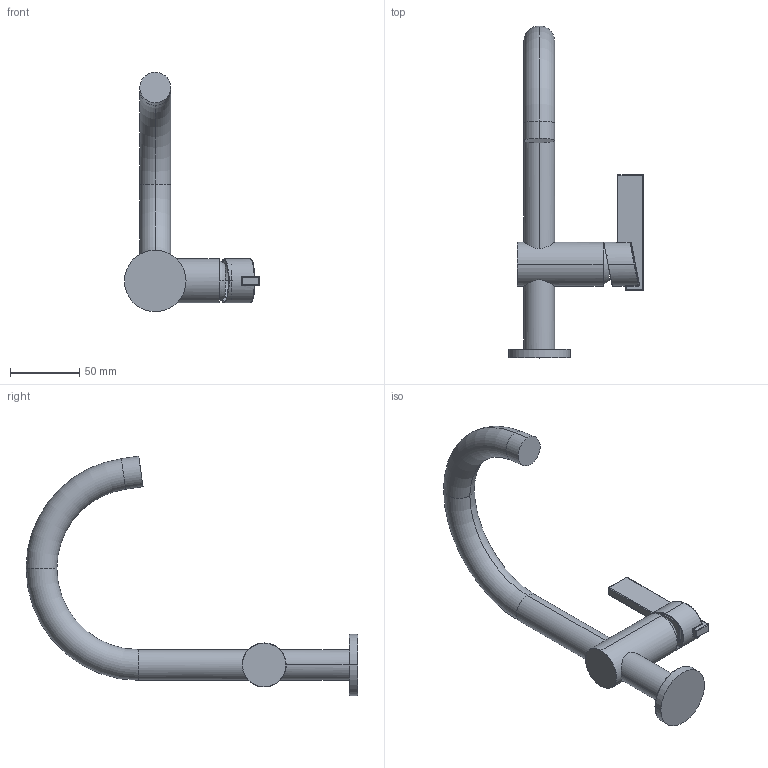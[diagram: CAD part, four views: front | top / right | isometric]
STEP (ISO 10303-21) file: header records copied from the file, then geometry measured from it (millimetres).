
FILE_DESCRIPTION((''),'2;1');
FILE_NAME('2403_SW0001','2021-02-12T16:13:11',('rsmith'),(''),'CREO PARAMETRIC BY PTC INC, 2018400','CREO PARAMETRIC BY PTC INC, 2018400','');
FILE_SCHEMA(('AUTOMOTIVE_DESIGN { 1 0 10303 214 1 1 1 1 }'));
Length unit declared in the file: inch
Products named in the file (1): 2403_SW0001
Bounding box: 97.54 x 239.59 x 172.93 mm (x, y, z)
Volume: 213049 mm3; surface area: 42318.9 mm2
Topology: 2 solids, 2 shells, 106 faces, 228 edges, 131 vertices
Faces by surface type: cylinder 38, plane 24, torus 16, bspline 16, sphere 8, cone 4
Entity records: 5842 total; most frequent: CARTESIAN_POINT 2147, DIRECTION 480, ORIENTED_EDGE 456, PRESENTATION_STYLE_ASSIGNMENT 311, STYLED_ITEM 230, CURVE_STYLE 228, EDGE_CURVE 228, AXIS2_PLACEMENT_3D 202
